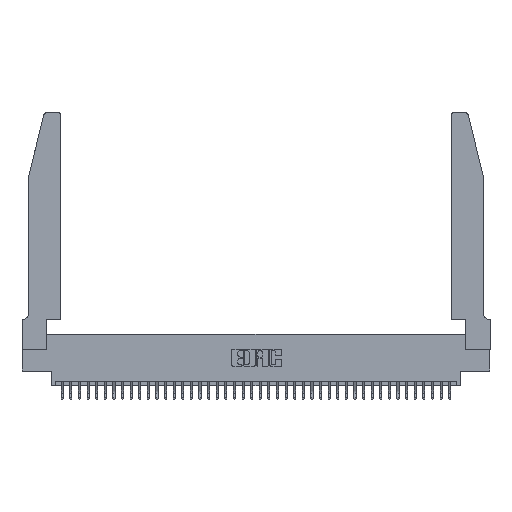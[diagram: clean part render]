
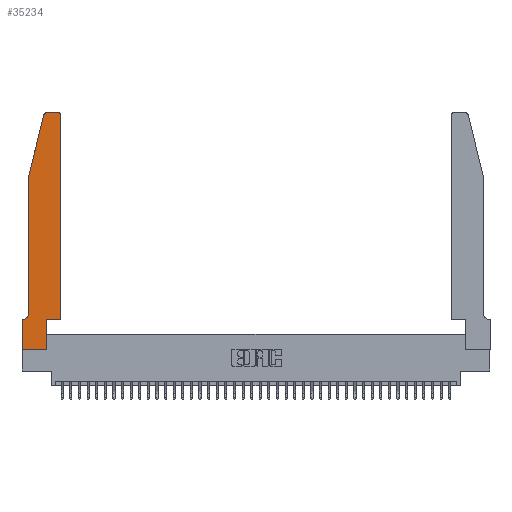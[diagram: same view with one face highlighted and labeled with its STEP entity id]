
A CAD part, top view. The second image highlights one B-rep face of the part: STEP entity #35234.
In plain terms, the highlighted planar face has unit normal (0, 0, 1).
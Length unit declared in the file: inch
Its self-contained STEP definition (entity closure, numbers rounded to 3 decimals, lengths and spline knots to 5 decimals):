
#541 = VECTOR ( 'NONE', #13592, 39.37008 ) ;
#568 = ORIENTED_EDGE ( 'NONE', *, *, #32495, .T. ) ;
#1048 = EDGE_CURVE ( 'NONE', #37178, #35409, #6413, .T. ) ;
#1302 = FACE_OUTER_BOUND ( 'NONE', #23327, .T. ) ;
#1591 = CARTESIAN_POINT ( 'NONE',  ( 0.4205, 2.75, 0.37 ) ) ;
#1936 = VERTEX_POINT ( 'NONE', #32361 ) ;
#2101 = CARTESIAN_POINT ( 'NONE',  ( 0.2865, 0.35, 0.37 ) ) ;
#2240 = CARTESIAN_POINT ( 'NONE',  ( 0., 0.35, 0.37 ) ) ;
#2256 = CARTESIAN_POINT ( 'NONE',  ( 0., 0., 0.37 ) ) ;
#2831 = PLANE ( 'NONE',  #33389 ) ;
#2878 = CARTESIAN_POINT ( 'NONE',  ( 0.4505, 0.35, 0.37 ) ) ;
#3036 = EDGE_CURVE ( 'NONE', #10628, #26634, #40006, .T. ) ;
#3095 = LINE ( 'NONE', #32648, #27223 ) ;
#3556 = CARTESIAN_POINT ( 'NONE',  ( 0.0755, 0.42, 0.37 ) ) ;
#4365 = EDGE_CURVE ( 'NONE', #11623, #13143, #19882, .T. ) ;
#4375 = EDGE_CURVE ( 'NONE', #11069, #4449, #3095, .T. ) ;
#4449 = VERTEX_POINT ( 'NONE', #7847 ) ;
#4610 = VERTEX_POINT ( 'NONE', #2240 ) ;
#4869 = CARTESIAN_POINT ( 'NONE',  ( 0.0055, 0.35, 0.37 ) ) ;
#5319 = DIRECTION ( 'NONE',  ( 0., 1., 0. ) ) ;
#5733 = CARTESIAN_POINT ( 'NONE',  ( 0.0755, 0.35, 0.37 ) ) ;
#5945 = DIRECTION ( 'NONE',  ( 1., 0., 0. ) ) ;
#6035 = ORIENTED_EDGE ( 'NONE', *, *, #1048, .T. ) ;
#6413 = LINE ( 'NONE', #2878, #36774 ) ;
#7411 = LINE ( 'NONE', #7637, #39709 ) ;
#7563 = DIRECTION ( 'NONE',  ( -0.239, -0.971, 0. ) ) ;
#7637 = CARTESIAN_POINT ( 'NONE',  ( 0.0755, 2., 0.37 ) ) ;
#7847 = CARTESIAN_POINT ( 'NONE',  ( 0.0755, 2., 0.37 ) ) ;
#8193 = ORIENTED_EDGE ( 'NONE', *, *, #34050, .T. ) ;
#8626 = AXIS2_PLACEMENT_3D ( 'NONE', #13877, #35754, #17054 ) ;
#9267 = DIRECTION ( 'NONE',  ( 0., 0., 1. ) ) ;
#10060 = ORIENTED_EDGE ( 'NONE', *, *, #4375, .T. ) ;
#10628 = VERTEX_POINT ( 'NONE', #27411 ) ;
#11069 = VERTEX_POINT ( 'NONE', #26288 ) ;
#11352 = AXIS2_PLACEMENT_3D ( 'NONE', #17335, #39152, #20490 ) ;
#11623 = VERTEX_POINT ( 'NONE', #3556 ) ;
#12010 = EDGE_CURVE ( 'NONE', #37456, #37178, #25524, .T. ) ;
#12347 = VECTOR ( 'NONE', #16199, 39.37008 ) ;
#12497 = ORIENTED_EDGE ( 'NONE', *, *, #4365, .T. ) ;
#13143 = VERTEX_POINT ( 'NONE', #4869 ) ;
#13592 = DIRECTION ( 'NONE',  ( -1., 0., 0. ) ) ;
#13877 = CARTESIAN_POINT ( 'NONE',  ( 0.0055, 0.42, 0.37 ) ) ;
#14071 = ORIENTED_EDGE ( 'NONE', *, *, #39413, .T. ) ;
#14074 = CARTESIAN_POINT ( 'NONE',  ( 0.2865, 0.35, 0.37 ) ) ;
#15719 = CARTESIAN_POINT ( 'NONE',  ( 0.4205, 2.72, 0.37 ) ) ;
#16199 = DIRECTION ( 'NONE',  ( 0., -1., 0. ) ) ;
#16765 = VERTEX_POINT ( 'NONE', #2256 ) ;
#17054 = DIRECTION ( 'NONE',  ( -1., 0., 0. ) ) ;
#17335 = CARTESIAN_POINT ( 'NONE',  ( 0.284, 2.72, 0.37 ) ) ;
#18067 = AXIS2_PLACEMENT_3D ( 'NONE', #15719, #37589, #18899 ) ;
#18899 = DIRECTION ( 'NONE',  ( 1., 0., 0. ) ) ;
#19681 = VECTOR ( 'NONE', #38982, 39.37008 ) ;
#19882 = CIRCLE ( 'NONE', #8626, 0.07 ) ;
#20452 = CARTESIAN_POINT ( 'NONE',  ( 0., 0., 0.37 ) ) ;
#20490 = DIRECTION ( 'NONE',  ( 1., 0., 0. ) ) ;
#21051 = VECTOR ( 'NONE', #30868, 39.37008 ) ;
#21823 = EDGE_CURVE ( 'NONE', #1936, #11069, #22833, .T. ) ;
#22376 = CARTESIAN_POINT ( 'NONE',  ( 0., 0., 0.37 ) ) ;
#22833 = CIRCLE ( 'NONE', #11352, 0.03 ) ;
#22860 = CARTESIAN_POINT ( 'NONE',  ( 0.4505, 0.35, 0.37 ) ) ;
#23327 = EDGE_LOOP ( 'NONE', ( #568, #35976, #10060, #31124, #12497, #28185, #8193, #14071, #30747, #6035, #39979, #32704 ) ) ;
#23968 = EDGE_CURVE ( 'NONE', #13143, #4610, #37671, .T. ) ;
#23994 = DIRECTION ( 'NONE',  ( 0., -1., 0. ) ) ;
#24744 = LINE ( 'NONE', #32365, #541 ) ;
#25524 = LINE ( 'NONE', #2101, #32840 ) ;
#25739 = CARTESIAN_POINT ( 'NONE',  ( 0.2865, 0., 0.37 ) ) ;
#26006 = DIRECTION ( 'NONE',  ( 0., 1., 0. ) ) ;
#26288 = CARTESIAN_POINT ( 'NONE',  ( 0.25487, 2.72718, 0.37 ) ) ;
#26634 = VERTEX_POINT ( 'NONE', #1591 ) ;
#27223 = VECTOR ( 'NONE', #7563, 39.37008 ) ;
#27411 = CARTESIAN_POINT ( 'NONE',  ( 0.4505, 2.72, 0.37 ) ) ;
#28185 = ORIENTED_EDGE ( 'NONE', *, *, #23968, .T. ) ;
#28833 = CARTESIAN_POINT ( 'NONE',  ( 0.4505, 0.35, 0.37 ) ) ;
#28989 = EDGE_CURVE ( 'NONE', #4449, #11623, #7411, .T. ) ;
#30747 = ORIENTED_EDGE ( 'NONE', *, *, #12010, .T. ) ;
#30868 = DIRECTION ( 'NONE',  ( -1., 0., 0. ) ) ;
#31124 = ORIENTED_EDGE ( 'NONE', *, *, #28989, .T. ) ;
#31163 = DIRECTION ( 'NONE',  ( 1., 0., 0. ) ) ;
#31638 = VECTOR ( 'NONE', #26006, 39.37008 ) ;
#31873 = EDGE_CURVE ( 'NONE', #35409, #10628, #39883, .T. ) ;
#32361 = CARTESIAN_POINT ( 'NONE',  ( 0.284, 2.75, 0.37 ) ) ;
#32365 = CARTESIAN_POINT ( 'NONE',  ( 0.2605, 2.75, 0.37 ) ) ;
#32495 = EDGE_CURVE ( 'NONE', #26634, #1936, #24744, .T. ) ;
#32648 = CARTESIAN_POINT ( 'NONE',  ( 0.0755, 2., 0.37 ) ) ;
#32704 = ORIENTED_EDGE ( 'NONE', *, *, #3036, .T. ) ;
#32840 = VECTOR ( 'NONE', #5319, 39.37008 ) ;
#33389 = AXIS2_PLACEMENT_3D ( 'NONE', #37280, #9267, #31163 ) ;
#34050 = EDGE_CURVE ( 'NONE', #4610, #16765, #37300, .T. ) ;
#35234 = ADVANCED_FACE ( 'NONE', ( #1302 ), #2831, .T. ) ;
#35409 = VERTEX_POINT ( 'NONE', #28833 ) ;
#35754 = DIRECTION ( 'NONE',  ( 0., 0., -1. ) ) ;
#35976 = ORIENTED_EDGE ( 'NONE', *, *, #21823, .T. ) ;
#36270 = LINE ( 'NONE', #20452, #19681 ) ;
#36774 = VECTOR ( 'NONE', #5945, 39.37008 ) ;
#37178 = VERTEX_POINT ( 'NONE', #14074 ) ;
#37280 = CARTESIAN_POINT ( 'NONE',  ( 0., 0.35, 0.37 ) ) ;
#37300 = LINE ( 'NONE', #22376, #12347 ) ;
#37456 = VERTEX_POINT ( 'NONE', #25739 ) ;
#37589 = DIRECTION ( 'NONE',  ( 0., 0., 1. ) ) ;
#37671 = LINE ( 'NONE', #5733, #21051 ) ;
#38982 = DIRECTION ( 'NONE',  ( 1., 0., 0. ) ) ;
#39152 = DIRECTION ( 'NONE',  ( 0., 0., 1. ) ) ;
#39413 = EDGE_CURVE ( 'NONE', #16765, #37456, #36270, .T. ) ;
#39709 = VECTOR ( 'NONE', #23994, 39.37008 ) ;
#39883 = LINE ( 'NONE', #22860, #31638 ) ;
#39979 = ORIENTED_EDGE ( 'NONE', *, *, #31873, .T. ) ;
#40006 = CIRCLE ( 'NONE', #18067, 0.03 ) ;
